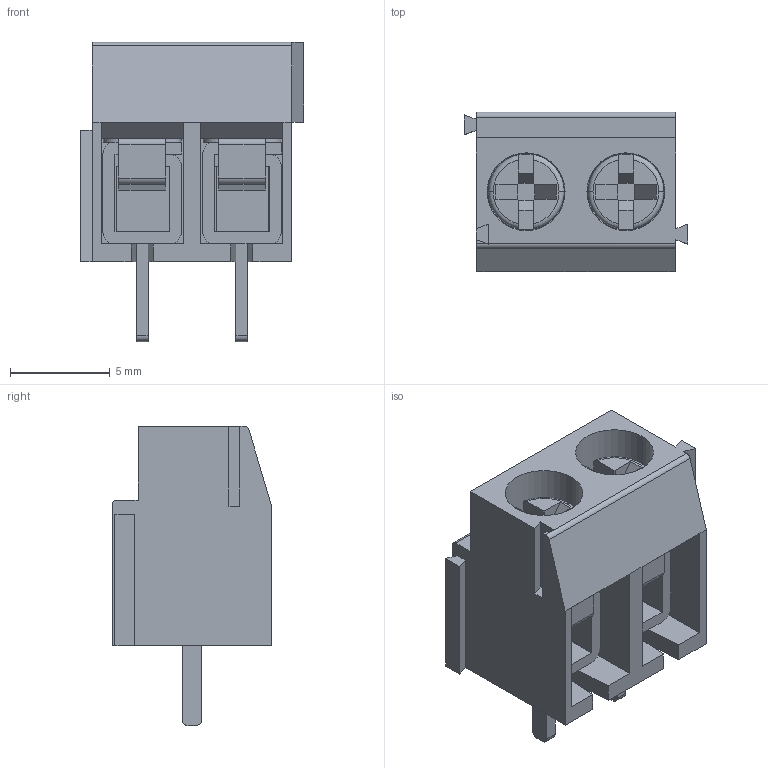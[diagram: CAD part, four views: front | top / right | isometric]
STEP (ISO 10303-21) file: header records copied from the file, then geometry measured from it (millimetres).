
FILE_DESCRIPTION(('STEP AP242'),'1');
FILE_NAME('691111710002.stp','2023-04-29T12:51:47',('TraceParts'),('TraceParts S.A.'),'Spatial InterOp 3D',' ',' ');
FILE_SCHEMA(('AP242_MANAGED_MODEL_BASED_3D_ENGINEERING_MIM_LF {1 0 10303 442 1 1 4}'));
Length unit declared in the file: millimetre
Products named in the file (1): 691111710002_1
Bounding box: 11.2 x 8 x 15 mm (x, y, z)
Volume: 540.3 mm3; surface area: 1550 mm2
Topology: 7 solids, 7 shells, 302 faces, 810 edges, 520 vertices
Faces by surface type: plane 200, cylinder 82, torus 12, cone 8
Entity records: 10704 total; most frequent: CARTESIAN_POINT 1663, DIRECTION 1626, ORIENTED_EDGE 1620, EDGE_CURVE 810, LINE 596, VECTOR 596, VERTEX_POINT 520, AXIS2_PLACEMENT_3D 515
